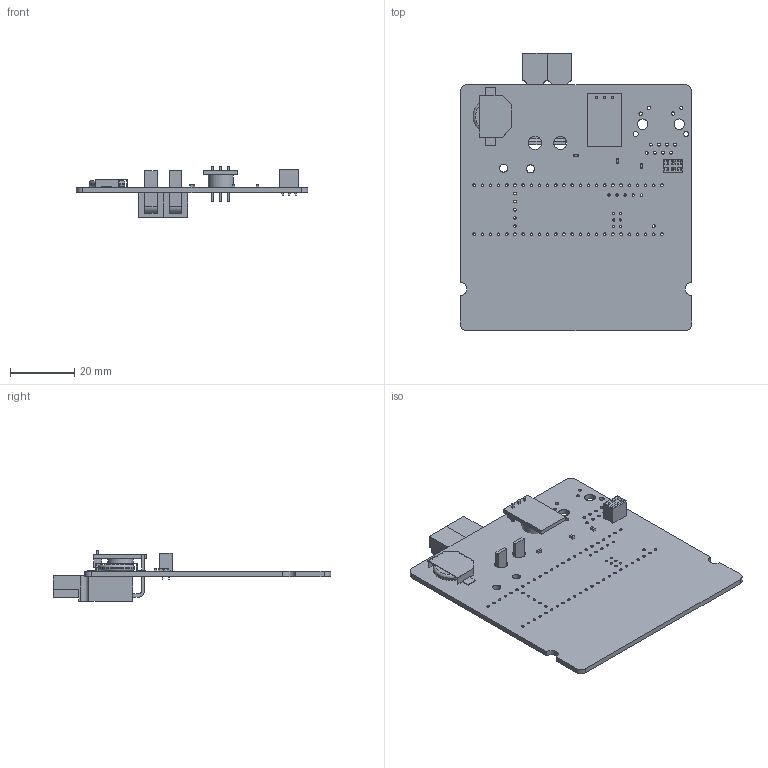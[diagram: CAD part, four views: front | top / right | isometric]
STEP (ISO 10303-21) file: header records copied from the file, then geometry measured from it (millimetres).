
FILE_DESCRIPTION(('KiCad electronic assembly'),'2;1');
FILE_NAME('blackbox_rev1.step','2021-11-21T15:26:39',('An Author'),( 'A Company'),'Open CASCADE STEP processor 6.9', 'KiCad to STEP converter','Unknown');
FILE_SCHEMA(('AUTOMOTIVE_DESIGN { 1 0 10303 214 1 1 1 1 }'));
Length unit declared in the file: millimetre
Products named in the file (12): Open CASCADE STEP translator 6.9 1; PinSocket_2x03_P2.00mm_Vertical; SOLID; OKI; Anderson_2_Horizontal_Side_by_Side; COMPOUND; C_0603_1608Metric; CR1220_SMD_Contact
Assembly tree (13 placements, depth 3):
  Open CASCADE STEP translator 6.9 1
    PinSocket_2x03_P2.00mm_Vertical
      SOLID
    OKI
      SOLID
    Anderson_2_Horizontal_Side_by_Side
      COMPOUND
    C_0603_1608Metric  x3
      SOLID
    CR1220_SMD_Contact
      COMPOUND
    COMPOUND
Bounding box: 72.01 x 86.23 x 15.67 mm (x, y, z)
Volume: 11976.2 mm3; surface area: 15638.9 mm2
Topology: 10 solids, 10 shells, 526 faces, 1384 edges, 914 vertices
Faces by surface type: plane 378, cylinder 146, torus 2
Full cylindrical faces by diameter (mm): 0.7 x6, 0.75 x5, 0.8 x60, 0.889 x3, 0.9 x8, 1.02 x4, 1.6 x2, 2.5 x2, 3.25 x2, 4.06 x2, 7.874 x1, 11.119 x1
Entity records: 33829 total; most frequent: CARTESIAN_POINT 5186, DIRECTION 4911, LINE 3224, VECTOR 3224, ORIENTED_EDGE 2480, PCURVE 2480, DEFINITIONAL_REPRESENTATION 2480, EDGE_CURVE 1240
